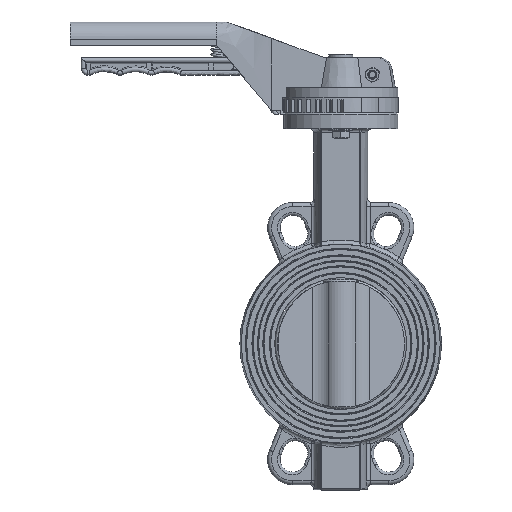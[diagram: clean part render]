
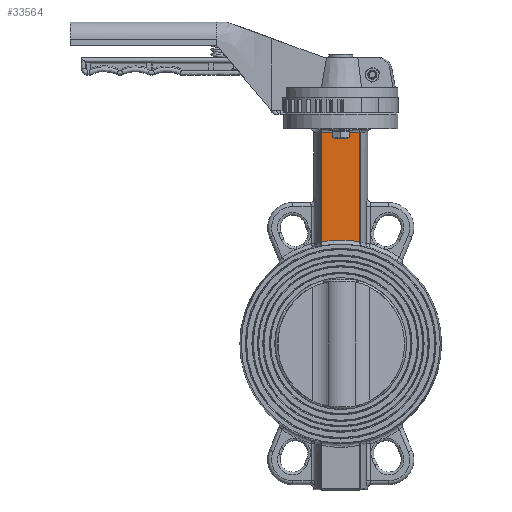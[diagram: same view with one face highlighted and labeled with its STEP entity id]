
A CAD part, top view. The second image highlights one B-rep face of the part: STEP entity #33564.
In plain terms, the highlighted planar face has unit normal (0, 0, 1).
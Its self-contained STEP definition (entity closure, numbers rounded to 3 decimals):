
#1204=CIRCLE('',#35511,78.609);
#3465=FACE_OUTER_BOUND('',#5337,.T.);
#5337=EDGE_LOOP('',(#22924,#22925,#22926,#22927));
#8173=LINE('',#53350,#10727);
#8174=LINE('',#53352,#10728);
#8175=LINE('',#53354,#10729);
#10727=VECTOR('',#40172,1000.);
#10728=VECTOR('',#40173,1000.);
#10729=VECTOR('',#40174,1000.);
#13389=VERTEX_POINT('',#53348);
#13390=VERTEX_POINT('',#53349);
#13391=VERTEX_POINT('',#53351);
#13392=VERTEX_POINT('',#53353);
#16944=EDGE_CURVE('',#13389,#13390,#8173,.T.);
#16945=EDGE_CURVE('',#13390,#13391,#8174,.T.);
#16946=EDGE_CURVE('',#13391,#13392,#8175,.T.);
#16947=EDGE_CURVE('',#13392,#13389,#1204,.T.);
#22924=ORIENTED_EDGE('',*,*,#16944,.T.);
#22925=ORIENTED_EDGE('',*,*,#16945,.T.);
#22926=ORIENTED_EDGE('',*,*,#16946,.T.);
#22927=ORIENTED_EDGE('',*,*,#16947,.T.);
#30697=PLANE('',#35510);
#33564=ADVANCED_FACE('',(#3465),#30697,.F.);
#35510=AXIS2_PLACEMENT_3D('',#53347,#40170,#40171);
#35511=AXIS2_PLACEMENT_3D('',#53355,#40175,#40176);
#40170=DIRECTION('center_axis',(0.,0.,-1.));
#40171=DIRECTION('ref_axis',(-1.,0.,0.));
#40172=DIRECTION('',(0.,1.,0.));
#40173=DIRECTION('',(-1.,0.,0.));
#40174=DIRECTION('',(0.,-1.,0.));
#40175=DIRECTION('center_axis',(0.,0.,-1.));
#40176=DIRECTION('ref_axis',(-1.,0.,0.));
#53347=CARTESIAN_POINT('Origin',(-75.376,-500046.963,337.38));
#53348=CARTESIAN_POINT('',(-45.949,30.311,337.38));
#53349=CARTESIAN_POINT('',(-45.949,113.037,337.38));
#53350=CARTESIAN_POINT('',(-45.949,-500046.963,337.38));
#53351=CARTESIAN_POINT('',(-74.802,113.037,337.38));
#53352=CARTESIAN_POINT('',(-74.802,113.037,337.38));
#53353=CARTESIAN_POINT('',(-74.802,30.311,337.38));
#53354=CARTESIAN_POINT('',(-74.802,-500046.963,337.38));
#53355=CARTESIAN_POINT('Origin',(-60.376,-46.963,337.38));
